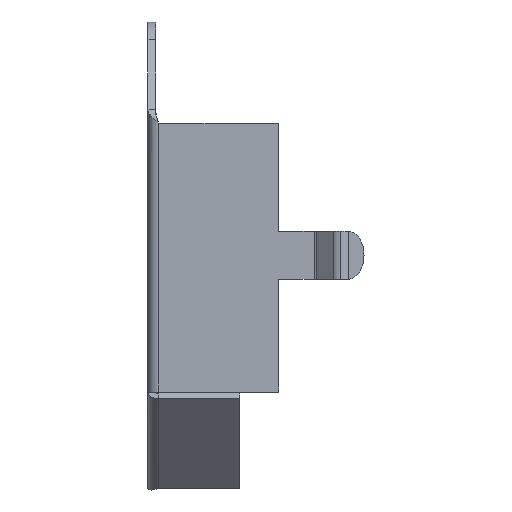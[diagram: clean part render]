
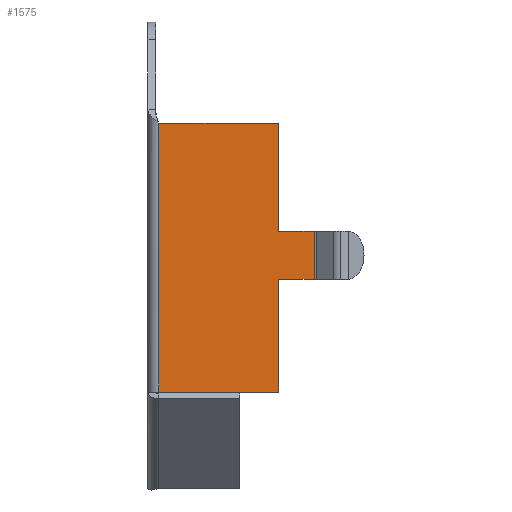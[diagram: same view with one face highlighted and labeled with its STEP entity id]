
A CAD part, left-side view. The second image highlights one B-rep face of the part: STEP entity #1575.
In plain terms, the highlighted planar face has unit normal (-1, 0, 0).
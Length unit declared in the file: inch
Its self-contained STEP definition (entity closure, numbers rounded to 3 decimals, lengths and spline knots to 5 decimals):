
#12 = DIRECTION ( 'NONE',  ( 0., -1., 0. ) ) ;
#42 = EDGE_CURVE ( 'NONE', #4263, #925, #468, .T. ) ;
#95 = ORIENTED_EDGE ( 'NONE', *, *, #3925, .F. ) ;
#134 = DIRECTION ( 'NONE',  ( 0., 0., -1. ) ) ;
#139 = ORIENTED_EDGE ( 'NONE', *, *, #1706, .F. ) ;
#141 = DIRECTION ( 'NONE',  ( 0., -1., 0. ) ) ;
#182 = LINE ( 'NONE', #558, #2850 ) ;
#186 = VECTOR ( 'NONE', #134, 39.37008 ) ;
#190 = VECTOR ( 'NONE', #1562, 39.37008 ) ;
#192 = LINE ( 'NONE', #3012, #2254 ) ;
#440 = DIRECTION ( 'NONE',  ( -1., 0., 0. ) ) ;
#468 = LINE ( 'NONE', #3208, #1747 ) ;
#503 = CARTESIAN_POINT ( 'NONE',  ( -0.415, -0.04587, -0.031 ) ) ;
#558 = CARTESIAN_POINT ( 'NONE',  ( -0.415, 0.15816, -0.176 ) ) ;
#609 = EDGE_CURVE ( 'NONE', #1746, #707, #192, .T. ) ;
#704 = EDGE_LOOP ( 'NONE', ( #95, #2486, #1371, #139, #747, #2426, #1768, #3740 ) ) ;
#707 = VERTEX_POINT ( 'NONE', #1358 ) ;
#747 = ORIENTED_EDGE ( 'NONE', *, *, #4334, .T. ) ;
#839 = FACE_OUTER_BOUND ( 'NONE', #704, .T. ) ;
#925 = VERTEX_POINT ( 'NONE', #974 ) ;
#974 = CARTESIAN_POINT ( 'NONE',  ( -0.415, -0.04587, 0.031 ) ) ;
#1006 = CARTESIAN_POINT ( 'NONE',  ( -0.415, 0., 0.17 ) ) ;
#1062 = LINE ( 'NONE', #1006, #2056 ) ;
#1130 = VECTOR ( 'NONE', #2750, 39.37008 ) ;
#1358 = CARTESIAN_POINT ( 'NONE',  ( -0.415, 0.15422, -0.176 ) ) ;
#1371 = ORIENTED_EDGE ( 'NONE', *, *, #4135, .F. ) ;
#1529 = EDGE_CURVE ( 'NONE', #4163, #4263, #3935, .T. ) ;
#1562 = DIRECTION ( 'NONE',  ( 0., 0., -1. ) ) ;
#1575 = ADVANCED_FACE ( 'NONE', ( #839 ), #3580, .T. ) ;
#1625 = DIRECTION ( 'NONE',  ( 0., 0., -1. ) ) ;
#1675 = CARTESIAN_POINT ( 'NONE',  ( -0.415, 0., 0.17 ) ) ;
#1706 = EDGE_CURVE ( 'NONE', #2923, #2592, #4018, .T. ) ;
#1746 = VERTEX_POINT ( 'NONE', #4377 ) ;
#1747 = VECTOR ( 'NONE', #141, 39.37008 ) ;
#1768 = ORIENTED_EDGE ( 'NONE', *, *, #42, .F. ) ;
#1918 = CARTESIAN_POINT ( 'NONE',  ( -0.415, -0.04587, 0.031 ) ) ;
#1937 = LINE ( 'NONE', #1918, #190 ) ;
#1978 = EDGE_CURVE ( 'NONE', #925, #3004, #1937, .T. ) ;
#2056 = VECTOR ( 'NONE', #12, 39.37008 ) ;
#2145 = DIRECTION ( 'NONE',  ( 0., 1., 0. ) ) ;
#2150 = CARTESIAN_POINT ( 'NONE',  ( -0.415, -0.11, 0. ) ) ;
#2235 = DIRECTION ( 'NONE',  ( 0., -1., 0. ) ) ;
#2254 = VECTOR ( 'NONE', #4353, 39.37008 ) ;
#2426 = ORIENTED_EDGE ( 'NONE', *, *, #1978, .F. ) ;
#2486 = ORIENTED_EDGE ( 'NONE', *, *, #609, .T. ) ;
#2592 = VERTEX_POINT ( 'NONE', #3242 ) ;
#2643 = CARTESIAN_POINT ( 'NONE',  ( -0.415, 0., 0.031 ) ) ;
#2750 = DIRECTION ( 'NONE',  ( 0., -1., 0. ) ) ;
#2850 = VECTOR ( 'NONE', #2145, 39.37008 ) ;
#2903 = CARTESIAN_POINT ( 'NONE',  ( -0.415, 0., -0.176 ) ) ;
#2923 = VERTEX_POINT ( 'NONE', #4105 ) ;
#2987 = AXIS2_PLACEMENT_3D ( 'NONE', #2150, #440, #2235 ) ;
#3004 = VERTEX_POINT ( 'NONE', #503 ) ;
#3012 = CARTESIAN_POINT ( 'NONE',  ( -0.415, 0.15422, 0. ) ) ;
#3070 = CARTESIAN_POINT ( 'NONE',  ( -0.415, 0., -0.031 ) ) ;
#3208 = CARTESIAN_POINT ( 'NONE',  ( -0.415, 0., 0.031 ) ) ;
#3242 = CARTESIAN_POINT ( 'NONE',  ( -0.415, 0., -0.176 ) ) ;
#3325 = CARTESIAN_POINT ( 'NONE',  ( -0.415, 0., -0.176 ) ) ;
#3580 = PLANE ( 'NONE',  #2987 ) ;
#3740 = ORIENTED_EDGE ( 'NONE', *, *, #1529, .F. ) ;
#3809 = LINE ( 'NONE', #3070, #1130 ) ;
#3925 = EDGE_CURVE ( 'NONE', #1746, #4163, #1062, .T. ) ;
#3935 = LINE ( 'NONE', #2903, #186 ) ;
#4018 = LINE ( 'NONE', #3325, #4123 ) ;
#4105 = CARTESIAN_POINT ( 'NONE',  ( -0.415, 0., -0.031 ) ) ;
#4123 = VECTOR ( 'NONE', #1625, 39.37008 ) ;
#4135 = EDGE_CURVE ( 'NONE', #2592, #707, #182, .T. ) ;
#4163 = VERTEX_POINT ( 'NONE', #1675 ) ;
#4263 = VERTEX_POINT ( 'NONE', #2643 ) ;
#4334 = EDGE_CURVE ( 'NONE', #2923, #3004, #3809, .T. ) ;
#4353 = DIRECTION ( 'NONE',  ( 0., 0., -1. ) ) ;
#4377 = CARTESIAN_POINT ( 'NONE',  ( -0.415, 0.15422, 0.17 ) ) ;
